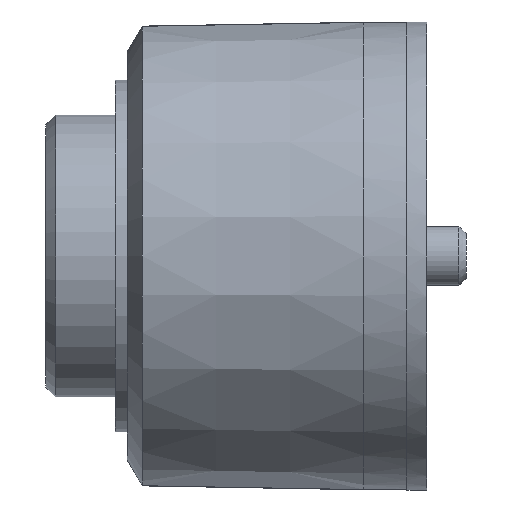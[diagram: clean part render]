
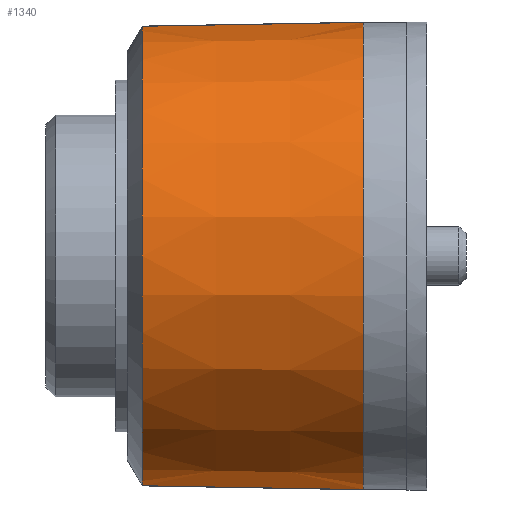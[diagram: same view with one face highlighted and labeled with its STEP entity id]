
A CAD part, front view. The second image highlights one B-rep face of the part: STEP entity #1340.
In plain terms, the highlighted conical face has half-angle 1 degrees and reference radius 24.003 mm.
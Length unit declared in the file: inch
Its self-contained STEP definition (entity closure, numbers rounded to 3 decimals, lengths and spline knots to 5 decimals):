
#58 = EDGE_LOOP ( 'NONE', ( #1322, #1609, #1929, #134 ) ) ;
#74 = EDGE_CURVE ( 'NONE', #1122, #554, #630, .T. ) ;
#134 = ORIENTED_EDGE ( 'NONE', *, *, #726, .F. ) ;
#287 = EDGE_CURVE ( 'NONE', #554, #1166, #343, .T. ) ;
#342 = CARTESIAN_POINT ( 'NONE',  ( 1.004, 0., -0.94435 ) ) ;
#343 = CIRCLE ( 'NONE', #1473, 0.945 ) ;
#347 = CARTESIAN_POINT ( 'NONE',  ( 0.11, 0., -0.92874 ) ) ;
#353 = DIRECTION ( 'NONE',  ( -1., 0., 0. ) ) ;
#411 = CARTESIAN_POINT ( 'NONE',  ( 0.11, 0.035, 0. ) ) ;
#554 = VERTEX_POINT ( 'NONE', #1517 ) ;
#630 = B_SPLINE_CURVE_WITH_KNOTS ( 'NONE', 3,
 ( #1733, #1091, #1725, #342 ),
 .UNSPECIFIED., .F., .F.,
 ( 4, 4 ),
 ( 0., 0.02271 ),
 .UNSPECIFIED. ) ;
#698 = DIRECTION ( 'NONE',  ( 0., 1., 0. ) ) ;
#716 = FACE_OUTER_BOUND ( 'NONE', #58, .T. ) ;
#726 = EDGE_CURVE ( 'NONE', #1122, #983, #1580, .T. ) ;
#731 = AXIS2_PLACEMENT_3D ( 'NONE', #411, #997, #698 ) ;
#787 = CARTESIAN_POINT ( 'NONE',  ( 1.004, 0.035, 0. ) ) ;
#943 = CARTESIAN_POINT ( 'NONE',  ( 1.004, 0., 0.94435 ) ) ;
#983 = VERTEX_POINT ( 'NONE', #1360 ) ;
#997 = DIRECTION ( 'NONE',  ( -1., 0., 0. ) ) ;
#1081 = EDGE_CURVE ( 'NONE', #1166, #983, #1696, .T. ) ;
#1084 = CONICAL_SURFACE ( 'NONE', #1239, 0.945, 0.017 ) ;
#1091 = CARTESIAN_POINT ( 'NONE',  ( 0.408, 0., -0.93394 ) ) ;
#1122 = VERTEX_POINT ( 'NONE', #347 ) ;
#1166 = VERTEX_POINT ( 'NONE', #943 ) ;
#1169 = DIRECTION ( 'NONE',  ( 1., 0., 0. ) ) ;
#1239 = AXIS2_PLACEMENT_3D ( 'NONE', #1304, #1169, #1782 ) ;
#1304 = CARTESIAN_POINT ( 'NONE',  ( 1.004, 0.035, 0. ) ) ;
#1322 = ORIENTED_EDGE ( 'NONE', *, *, #74, .T. ) ;
#1340 = ADVANCED_FACE ( 'NONE', ( #716 ), #1084, .T. ) ;
#1360 = CARTESIAN_POINT ( 'NONE',  ( 0.11, 0., 0.92874 ) ) ;
#1381 = CARTESIAN_POINT ( 'NONE',  ( 0.408, 0., 0.93394 ) ) ;
#1473 = AXIS2_PLACEMENT_3D ( 'NONE', #787, #353, #1874 ) ;
#1517 = CARTESIAN_POINT ( 'NONE',  ( 1.004, 0., -0.94435 ) ) ;
#1549 = CARTESIAN_POINT ( 'NONE',  ( 0.706, 0., 0.93915 ) ) ;
#1580 = CIRCLE ( 'NONE', #731, 0.9294 ) ;
#1602 = CARTESIAN_POINT ( 'NONE',  ( 0.11, 0., 0.92874 ) ) ;
#1609 = ORIENTED_EDGE ( 'NONE', *, *, #287, .T. ) ;
#1696 = B_SPLINE_CURVE_WITH_KNOTS ( 'NONE', 3,
 ( #1800, #1549, #1381, #1602 ),
 .UNSPECIFIED., .F., .F.,
 ( 4, 4 ),
 ( 0., 0.02271 ),
 .UNSPECIFIED. ) ;
#1725 = CARTESIAN_POINT ( 'NONE',  ( 0.706, 0., -0.93915 ) ) ;
#1733 = CARTESIAN_POINT ( 'NONE',  ( 0.11, 0., -0.92874 ) ) ;
#1782 = DIRECTION ( 'NONE',  ( 0., 0., -1. ) ) ;
#1800 = CARTESIAN_POINT ( 'NONE',  ( 1.004, 0., 0.94435 ) ) ;
#1874 = DIRECTION ( 'NONE',  ( 0., 1., 0. ) ) ;
#1929 = ORIENTED_EDGE ( 'NONE', *, *, #1081, .T. ) ;
